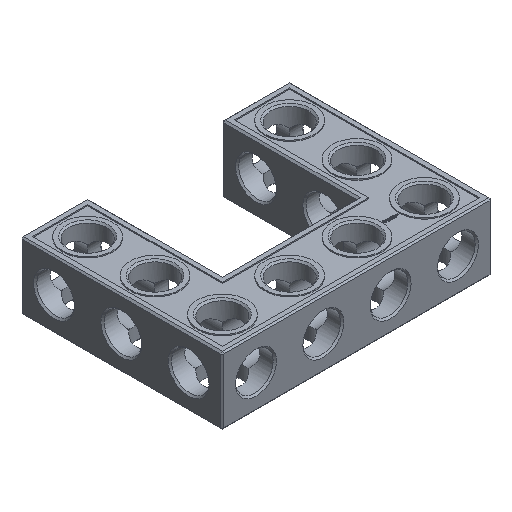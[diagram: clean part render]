
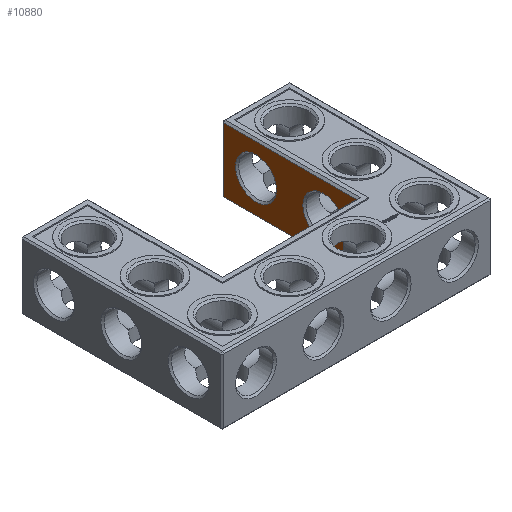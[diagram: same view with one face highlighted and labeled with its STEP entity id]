
A CAD part, isometric view. The second image highlights one B-rep face of the part: STEP entity #10880.
In plain terms, the highlighted planar face has unit normal (-1, 0, 0).
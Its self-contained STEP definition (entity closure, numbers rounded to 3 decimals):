
#1469 = PLANE('',#1470);
#1470 = AXIS2_PLACEMENT_3D('',#1471,#1472,#1473);
#1471 = CARTESIAN_POINT('',(-6.1,31.25,0.15));
#1472 = DIRECTION('',(-0.707,0.,-0.707));
#1473 = DIRECTION('',(0.,1.,0.));
#7818 = VERTEX_POINT('',#7819);
#7819 = CARTESIAN_POINT('',(-6.25,6.25,0.3));
#7833 = PLANE('',#7834);
#7834 = AXIS2_PLACEMENT_3D('',#7835,#7836,#7837);
#7835 = CARTESIAN_POINT('',(-31.25,6.25,0.));
#7836 = DIRECTION('',(0.,1.,0.));
#7837 = DIRECTION('',(1.,0.,0.));
#7871 = VERTEX_POINT('',#7872);
#7872 = CARTESIAN_POINT('',(-6.25,30.95,0.3));
#7898 = EDGE_CURVE('',#7871,#7818,#7899,.T.);
#7899 = SURFACE_CURVE('',#7900,(#7904,#7911),.PCURVE_S1.);
#7900 = LINE('',#7901,#7902);
#7901 = CARTESIAN_POINT('',(-6.25,31.25,0.3));
#7902 = VECTOR('',#7903,1.);
#7903 = DIRECTION('',(0.,-1.,0.));
#7904 = PCURVE('',#1469,#7905);
#7905 = DEFINITIONAL_REPRESENTATION('',(#7906),#7910);
#7906 = LINE('',#7907,#7908);
#7907 = CARTESIAN_POINT('',(-0.,-0.212));
#7908 = VECTOR('',#7909,1.);
#7909 = DIRECTION('',(-1.,0.));
#7910 = ( GEOMETRIC_REPRESENTATION_CONTEXT(2) 
PARAMETRIC_REPRESENTATION_CONTEXT() REPRESENTATION_CONTEXT('2D SPACE',''
  ) );
#7911 = PCURVE('',#7912,#7917);
#7912 = PLANE('',#7913);
#7913 = AXIS2_PLACEMENT_3D('',#7914,#7915,#7916);
#7914 = CARTESIAN_POINT('',(-6.25,31.25,0.));
#7915 = DIRECTION('',(1.,0.,0.));
#7916 = DIRECTION('',(0.,-1.,0.));
#7917 = DEFINITIONAL_REPRESENTATION('',(#7918),#7922);
#7918 = LINE('',#7919,#7920);
#7919 = CARTESIAN_POINT('',(0.,-0.3));
#7920 = VECTOR('',#7921,1.);
#7921 = DIRECTION('',(1.,0.));
#7922 = ( GEOMETRIC_REPRESENTATION_CONTEXT(2) 
PARAMETRIC_REPRESENTATION_CONTEXT() REPRESENTATION_CONTEXT('2D SPACE',''
  ) );
#10739 = VERTEX_POINT('',#10740);
#10740 = CARTESIAN_POINT('',(-6.25,6.25,12.2));
#10766 = EDGE_CURVE('',#7818,#10739,#10767,.T.);
#10767 = SURFACE_CURVE('',#10768,(#10772,#10779),.PCURVE_S1.);
#10768 = LINE('',#10769,#10770);
#10769 = CARTESIAN_POINT('',(-6.25,6.25,0.));
#10770 = VECTOR('',#10771,1.);
#10771 = DIRECTION('',(0.,0.,1.));
#10772 = PCURVE('',#7833,#10773);
#10773 = DEFINITIONAL_REPRESENTATION('',(#10774),#10778);
#10774 = LINE('',#10775,#10776);
#10775 = CARTESIAN_POINT('',(25.,0.));
#10776 = VECTOR('',#10777,1.);
#10777 = DIRECTION('',(0.,-1.));
#10778 = ( GEOMETRIC_REPRESENTATION_CONTEXT(2) 
PARAMETRIC_REPRESENTATION_CONTEXT() REPRESENTATION_CONTEXT('2D SPACE',''
  ) );
#10779 = PCURVE('',#7912,#10780);
#10780 = DEFINITIONAL_REPRESENTATION('',(#10781),#10785);
#10781 = LINE('',#10782,#10783);
#10782 = CARTESIAN_POINT('',(25.,0.));
#10783 = VECTOR('',#10784,1.);
#10784 = DIRECTION('',(0.,-1.));
#10785 = ( GEOMETRIC_REPRESENTATION_CONTEXT(2) 
PARAMETRIC_REPRESENTATION_CONTEXT() REPRESENTATION_CONTEXT('2D SPACE',''
  ) );
#10869 = PLANE('',#10870);
#10870 = AXIS2_PLACEMENT_3D('',#10871,#10872,#10873);
#10871 = CARTESIAN_POINT('',(-6.1,31.1,0.));
#10872 = DIRECTION('',(-0.707,0.707,0.));
#10873 = DIRECTION('',(-0.,-0.,-1.));
#10880 = ADVANCED_FACE('',(#10881,#10934,#10969),#7912,.F.);
#10881 = FACE_BOUND('',#10882,.F.);
#10882 = EDGE_LOOP('',(#10883,#10884,#10885,#10908));
#10883 = ORIENTED_EDGE('',*,*,#10766,.F.);
#10884 = ORIENTED_EDGE('',*,*,#7898,.F.);
#10885 = ORIENTED_EDGE('',*,*,#10886,.T.);
#10886 = EDGE_CURVE('',#7871,#10887,#10889,.T.);
#10887 = VERTEX_POINT('',#10888);
#10888 = CARTESIAN_POINT('',(-6.25,30.95,12.2));
#10889 = SURFACE_CURVE('',#10890,(#10894,#10901),.PCURVE_S1.);
#10890 = LINE('',#10891,#10892);
#10891 = CARTESIAN_POINT('',(-6.25,30.95,0.));
#10892 = VECTOR('',#10893,1.);
#10893 = DIRECTION('',(0.,0.,1.));
#10894 = PCURVE('',#7912,#10895);
#10895 = DEFINITIONAL_REPRESENTATION('',(#10896),#10900);
#10896 = LINE('',#10897,#10898);
#10897 = CARTESIAN_POINT('',(0.3,0.));
#10898 = VECTOR('',#10899,1.);
#10899 = DIRECTION('',(0.,-1.));
#10900 = ( GEOMETRIC_REPRESENTATION_CONTEXT(2) 
PARAMETRIC_REPRESENTATION_CONTEXT() REPRESENTATION_CONTEXT('2D SPACE',''
  ) );
#10901 = PCURVE('',#10869,#10902);
#10902 = DEFINITIONAL_REPRESENTATION('',(#10903),#10907);
#10903 = LINE('',#10904,#10905);
#10904 = CARTESIAN_POINT('',(-0.,0.212));
#10905 = VECTOR('',#10906,1.);
#10906 = DIRECTION('',(-1.,0.));
#10907 = ( GEOMETRIC_REPRESENTATION_CONTEXT(2) 
PARAMETRIC_REPRESENTATION_CONTEXT() REPRESENTATION_CONTEXT('2D SPACE',''
  ) );
#10908 = ORIENTED_EDGE('',*,*,#10909,.T.);
#10909 = EDGE_CURVE('',#10887,#10739,#10910,.T.);
#10910 = SURFACE_CURVE('',#10911,(#10915,#10922),.PCURVE_S1.);
#10911 = LINE('',#10912,#10913);
#10912 = CARTESIAN_POINT('',(-6.25,31.25,12.2));
#10913 = VECTOR('',#10914,1.);
#10914 = DIRECTION('',(0.,-1.,0.));
#10915 = PCURVE('',#7912,#10916);
#10916 = DEFINITIONAL_REPRESENTATION('',(#10917),#10921);
#10917 = LINE('',#10918,#10919);
#10918 = CARTESIAN_POINT('',(0.,-12.2));
#10919 = VECTOR('',#10920,1.);
#10920 = DIRECTION('',(1.,0.));
#10921 = ( GEOMETRIC_REPRESENTATION_CONTEXT(2) 
PARAMETRIC_REPRESENTATION_CONTEXT() REPRESENTATION_CONTEXT('2D SPACE',''
  ) );
#10922 = PCURVE('',#10923,#10928);
#10923 = PLANE('',#10924);
#10924 = AXIS2_PLACEMENT_3D('',#10925,#10926,#10927);
#10925 = CARTESIAN_POINT('',(-6.1,31.25,12.35));
#10926 = DIRECTION('',(0.707,0.,-0.707));
#10927 = DIRECTION('',(0.,1.,0.));
#10928 = DEFINITIONAL_REPRESENTATION('',(#10929),#10933);
#10929 = LINE('',#10930,#10931);
#10930 = CARTESIAN_POINT('',(-0.,-0.212));
#10931 = VECTOR('',#10932,1.);
#10932 = DIRECTION('',(-1.,0.));
#10933 = ( GEOMETRIC_REPRESENTATION_CONTEXT(2) 
PARAMETRIC_REPRESENTATION_CONTEXT() REPRESENTATION_CONTEXT('2D SPACE',''
  ) );
#10934 = FACE_BOUND('',#10935,.F.);
#10935 = EDGE_LOOP('',(#10936));
#10936 = ORIENTED_EDGE('',*,*,#10937,.T.);
#10937 = EDGE_CURVE('',#10938,#10938,#10940,.T.);
#10938 = VERTEX_POINT('',#10939);
#10939 = CARTESIAN_POINT('',(-6.25,12.5,10.05));
#10940 = SURFACE_CURVE('',#10941,(#10946,#10957),.PCURVE_S1.);
#10941 = CIRCLE('',#10942,3.8);
#10942 = AXIS2_PLACEMENT_3D('',#10943,#10944,#10945);
#10943 = CARTESIAN_POINT('',(-6.25,12.5,6.25));
#10944 = DIRECTION('',(-1.,0.,0.));
#10945 = DIRECTION('',(0.,0.,1.));
#10946 = PCURVE('',#7912,#10947);
#10947 = DEFINITIONAL_REPRESENTATION('',(#10948),#10956);
#10948 = ( BOUNDED_CURVE() B_SPLINE_CURVE(2,(#10949,#10950,#10951,#10952
    ,#10953,#10954,#10955),.UNSPECIFIED.,.T.,.F.) 
B_SPLINE_CURVE_WITH_KNOTS((1,2,2,2,2,1),(-2.094,0.,
    2.094,4.189,6.283,8.378),
.UNSPECIFIED.) CURVE() GEOMETRIC_REPRESENTATION_ITEM() 
RATIONAL_B_SPLINE_CURVE((1.,0.5,1.,0.5,1.,0.5,1.)) REPRESENTATION_ITEM(
  '') );
#10949 = CARTESIAN_POINT('',(18.75,-10.05));
#10950 = CARTESIAN_POINT('',(12.168,-10.05));
#10951 = CARTESIAN_POINT('',(15.459,-4.35));
#10952 = CARTESIAN_POINT('',(18.75,1.35));
#10953 = CARTESIAN_POINT('',(22.041,-4.35));
#10954 = CARTESIAN_POINT('',(25.332,-10.05));
#10955 = CARTESIAN_POINT('',(18.75,-10.05));
#10956 = ( GEOMETRIC_REPRESENTATION_CONTEXT(2) 
PARAMETRIC_REPRESENTATION_CONTEXT() REPRESENTATION_CONTEXT('2D SPACE',''
  ) );
#10957 = PCURVE('',#10958,#10963);
#10958 = CONICAL_SURFACE('',#10959,3.5,0.785);
#10959 = AXIS2_PLACEMENT_3D('',#10960,#10961,#10962);
#10960 = CARTESIAN_POINT('',(-5.95,12.5,6.25));
#10961 = DIRECTION('',(-1.,-0.,0.));
#10962 = DIRECTION('',(0.,0.,1.));
#10963 = DEFINITIONAL_REPRESENTATION('',(#10964),#10968);
#10964 = LINE('',#10965,#10966);
#10965 = CARTESIAN_POINT('',(0.,0.3));
#10966 = VECTOR('',#10967,1.);
#10967 = DIRECTION('',(1.,0.));
#10968 = ( GEOMETRIC_REPRESENTATION_CONTEXT(2) 
PARAMETRIC_REPRESENTATION_CONTEXT() REPRESENTATION_CONTEXT('2D SPACE',''
  ) );
#10969 = FACE_BOUND('',#10970,.F.);
#10970 = EDGE_LOOP('',(#10971));
#10971 = ORIENTED_EDGE('',*,*,#10972,.T.);
#10972 = EDGE_CURVE('',#10973,#10973,#10975,.T.);
#10973 = VERTEX_POINT('',#10974);
#10974 = CARTESIAN_POINT('',(-6.25,25.,10.05));
#10975 = SURFACE_CURVE('',#10976,(#10981,#10992),.PCURVE_S1.);
#10976 = CIRCLE('',#10977,3.8);
#10977 = AXIS2_PLACEMENT_3D('',#10978,#10979,#10980);
#10978 = CARTESIAN_POINT('',(-6.25,25.,6.25));
#10979 = DIRECTION('',(-1.,0.,0.));
#10980 = DIRECTION('',(0.,0.,1.));
#10981 = PCURVE('',#7912,#10982);
#10982 = DEFINITIONAL_REPRESENTATION('',(#10983),#10991);
#10983 = ( BOUNDED_CURVE() B_SPLINE_CURVE(2,(#10984,#10985,#10986,#10987
    ,#10988,#10989,#10990),.UNSPECIFIED.,.T.,.F.) 
B_SPLINE_CURVE_WITH_KNOTS((1,2,2,2,2,1),(-2.094,0.,
    2.094,4.189,6.283,8.378),
.UNSPECIFIED.) CURVE() GEOMETRIC_REPRESENTATION_ITEM() 
RATIONAL_B_SPLINE_CURVE((1.,0.5,1.,0.5,1.,0.5,1.)) REPRESENTATION_ITEM(
  '') );
#10984 = CARTESIAN_POINT('',(6.25,-10.05));
#10985 = CARTESIAN_POINT('',(-0.332,-10.05));
#10986 = CARTESIAN_POINT('',(2.959,-4.35));
#10987 = CARTESIAN_POINT('',(6.25,1.35));
#10988 = CARTESIAN_POINT('',(9.541,-4.35));
#10989 = CARTESIAN_POINT('',(12.832,-10.05));
#10990 = CARTESIAN_POINT('',(6.25,-10.05));
#10991 = ( GEOMETRIC_REPRESENTATION_CONTEXT(2) 
PARAMETRIC_REPRESENTATION_CONTEXT() REPRESENTATION_CONTEXT('2D SPACE',''
  ) );
#10992 = PCURVE('',#10993,#10998);
#10993 = CONICAL_SURFACE('',#10994,3.5,0.785);
#10994 = AXIS2_PLACEMENT_3D('',#10995,#10996,#10997);
#10995 = CARTESIAN_POINT('',(-5.95,25.,6.25));
#10996 = DIRECTION('',(-1.,-0.,0.));
#10997 = DIRECTION('',(0.,0.,1.));
#10998 = DEFINITIONAL_REPRESENTATION('',(#10999),#11003);
#10999 = LINE('',#11000,#11001);
#11000 = CARTESIAN_POINT('',(0.,0.3));
#11001 = VECTOR('',#11002,1.);
#11002 = DIRECTION('',(1.,0.));
#11003 = ( GEOMETRIC_REPRESENTATION_CONTEXT(2) 
PARAMETRIC_REPRESENTATION_CONTEXT() REPRESENTATION_CONTEXT('2D SPACE',''
  ) );
